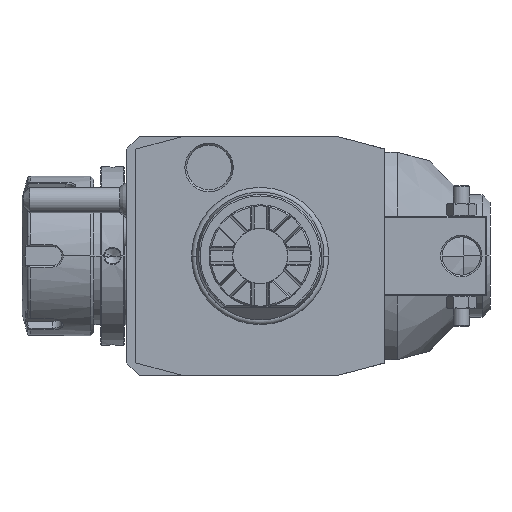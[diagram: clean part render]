
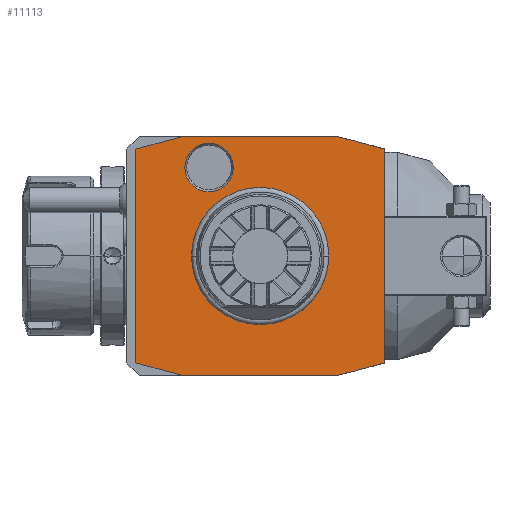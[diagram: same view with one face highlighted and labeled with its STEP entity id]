
A CAD part, front view. The second image highlights one B-rep face of the part: STEP entity #11113.
In plain terms, the highlighted planar face has unit normal (0, -1, 0).
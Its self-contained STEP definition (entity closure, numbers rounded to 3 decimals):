
#1=DIRECTION('',(-0.966,0.,0.259));
#2=VECTOR('',#1,15.529);
#3=CARTESIAN_POINT('',(39.,0.,33.481));
#4=LINE('',#3,#2);
#5=DIRECTION('',(0.,0.,1.));
#6=VECTOR('',#5,66.962);
#7=CARTESIAN_POINT('',(39.,0.,-33.481));
#8=LINE('',#7,#6);
#9=DIRECTION('',(0.966,0.,0.259));
#10=VECTOR('',#9,15.529);
#11=CARTESIAN_POINT('',(24.,0.,-37.5));
#12=LINE('',#11,#10);
#13=DIRECTION('',(1.,0.,0.));
#14=VECTOR('',#13,48.);
#15=CARTESIAN_POINT('',(-24.,0.,-37.5));
#16=LINE('',#15,#14);
#17=DIRECTION('',(0.966,0.,-0.259));
#18=VECTOR('',#17,15.529);
#19=CARTESIAN_POINT('',(-39.,0.,-33.481));
#20=LINE('',#19,#18);
#21=DIRECTION('',(0.,0.,-1.));
#22=VECTOR('',#21,66.962);
#23=CARTESIAN_POINT('',(-39.,0.,33.481));
#24=LINE('',#23,#22);
#25=DIRECTION('',(-0.966,0.,-0.259));
#26=VECTOR('',#25,15.529);
#27=CARTESIAN_POINT('',(-24.,0.,37.5));
#28=LINE('',#27,#26);
#29=DIRECTION('',(-1.,0.,0.));
#30=VECTOR('',#29,48.);
#31=CARTESIAN_POINT('',(24.,0.,37.5));
#32=LINE('',#31,#30);
#33=CARTESIAN_POINT('',(-16.,0.,27.713));
#34=DIRECTION('',(0.,1.,0.));
#35=DIRECTION('',(-1.,0.,0.));
#36=AXIS2_PLACEMENT_3D('',#33,#34,#35);
#38=CARTESIAN_POINT('',(-16.,0.,27.713));
#39=DIRECTION('',(0.,1.,0.));
#40=DIRECTION('',(1.,0.,0.));
#41=AXIS2_PLACEMENT_3D('',#38,#39,#40);
#7235=CARTESIAN_POINT('',(0.,0.,0.));
#7236=DIRECTION('',(0.,-1.,0.));
#7237=DIRECTION('',(1.,0.,0.));
#7238=AXIS2_PLACEMENT_3D('',#7235,#7236,#7237);
#7240=CARTESIAN_POINT('',(0.,0.,0.));
#7241=DIRECTION('',(0.,-1.,0.));
#7242=DIRECTION('',(-1.,0.,0.));
#7243=AXIS2_PLACEMENT_3D('',#7240,#7241,#7242);
#9917=CARTESIAN_POINT('',(-23.577,0.,
27.713));
#9918=CARTESIAN_POINT('',(-8.423,0.,
27.713));
#9919=VERTEX_POINT('',#9917);
#9920=VERTEX_POINT('',#9918);
#10815=CARTESIAN_POINT('',(39.,0.,33.481));
#10816=CARTESIAN_POINT('',(24.,0.,37.5));
#10817=VERTEX_POINT('',#10815);
#10818=VERTEX_POINT('',#10816);
#10819=CARTESIAN_POINT('',(-24.,0.,37.5));
#10820=VERTEX_POINT('',#10819);
#10821=CARTESIAN_POINT('',(-39.,0.,33.481));
#10822=VERTEX_POINT('',#10821);
#10823=CARTESIAN_POINT('',(-39.,0.,-33.481));
#10824=VERTEX_POINT('',#10823);
#10825=CARTESIAN_POINT('',(-24.,0.,-37.5));
#10826=VERTEX_POINT('',#10825);
#10827=CARTESIAN_POINT('',(24.,0.,-37.5));
#10828=VERTEX_POINT('',#10827);
#10829=CARTESIAN_POINT('',(39.,0.,-33.481));
#10830=VERTEX_POINT('',#10829);
#10946=CARTESIAN_POINT('',(21.137,0.,0.));
#10947=CARTESIAN_POINT('',(-21.137,0.,0.));
#10948=VERTEX_POINT('',#10946);
#10949=VERTEX_POINT('',#10947);
#11078=CARTESIAN_POINT('',(0.,0.,0.));
#11079=DIRECTION('',(0.,-1.,0.));
#11080=DIRECTION('',(-1.,0.,0.));
#11081=AXIS2_PLACEMENT_3D('',#11078,#11079,#11080);
#11082=PLANE('',#11081);
#11084=ORIENTED_EDGE('',*,*,#11083,.F.);
#11086=ORIENTED_EDGE('',*,*,#11085,.F.);
#11088=ORIENTED_EDGE('',*,*,#11087,.F.);
#11090=ORIENTED_EDGE('',*,*,#11089,.F.);
#11092=ORIENTED_EDGE('',*,*,#11091,.F.);
#11094=ORIENTED_EDGE('',*,*,#11093,.F.);
#11096=ORIENTED_EDGE('',*,*,#11095,.F.);
#11098=ORIENTED_EDGE('',*,*,#11097,.F.);
#11099=EDGE_LOOP('',(#11084,#11086,#11088,#11090,#11092,#11094,#11096,#11098));
#11100=FACE_OUTER_BOUND('',#11099,.F.);
#11102=ORIENTED_EDGE('',*,*,#11101,.T.);
#11104=ORIENTED_EDGE('',*,*,#11103,.T.);
#11105=EDGE_LOOP('',(#11102,#11104));
#11106=FACE_BOUND('',#11105,.F.);
#11108=ORIENTED_EDGE('',*,*,#11107,.F.);
#11110=ORIENTED_EDGE('',*,*,#11109,.F.);
#11111=EDGE_LOOP('',(#11108,#11110));
#11112=FACE_BOUND('',#11111,.F.);
#37=CIRCLE('',#36,7.577);
#42=CIRCLE('',#41,7.577);
#7239=CIRCLE('',#7238,21.137);
#7244=CIRCLE('',#7243,21.137);
#11083=EDGE_CURVE('',#10817,#10818,#4,.T.);
#11085=EDGE_CURVE('',#10830,#10817,#8,.T.);
#11087=EDGE_CURVE('',#10828,#10830,#12,.T.);
#11089=EDGE_CURVE('',#10826,#10828,#16,.T.);
#11091=EDGE_CURVE('',#10824,#10826,#20,.T.);
#11093=EDGE_CURVE('',#10822,#10824,#24,.T.);
#11095=EDGE_CURVE('',#10820,#10822,#28,.T.);
#11097=EDGE_CURVE('',#10818,#10820,#32,.T.);
#11101=EDGE_CURVE('',#10948,#10949,#7239,.T.);
#11103=EDGE_CURVE('',#10949,#10948,#7244,.T.);
#11107=EDGE_CURVE('',#9919,#9920,#37,.T.);
#11109=EDGE_CURVE('',#9920,#9919,#42,.T.);
#11113=ADVANCED_FACE('',(#11100,#11106,#11112),#11082,.T.);
